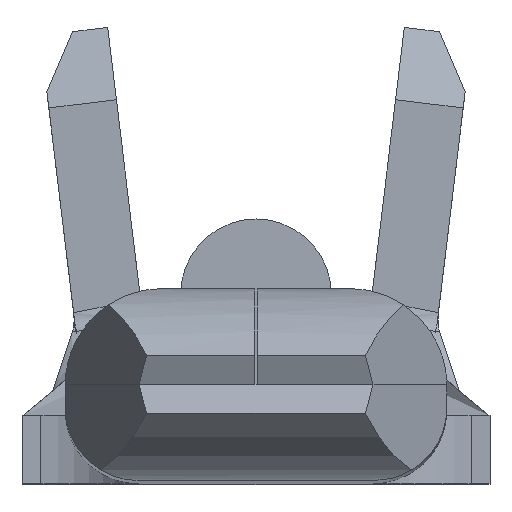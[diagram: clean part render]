
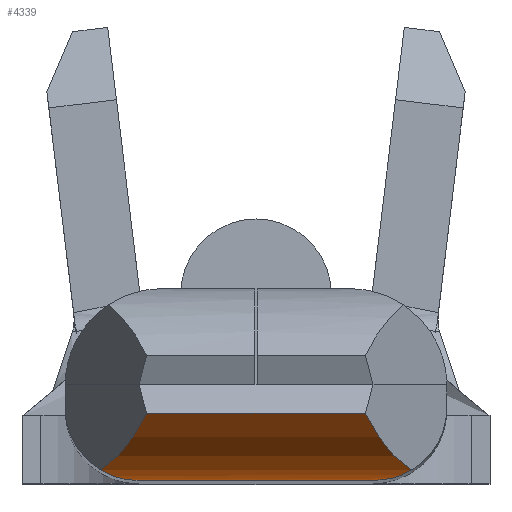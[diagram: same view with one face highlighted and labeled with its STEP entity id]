
A CAD part, top view. The second image highlights one B-rep face of the part: STEP entity #4339.
In plain terms, the highlighted cylindrical face has radius 2.012 mm (diameter 4.024 mm), a partial arc.
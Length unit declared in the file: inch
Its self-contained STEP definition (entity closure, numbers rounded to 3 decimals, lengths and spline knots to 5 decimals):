
#68 = CARTESIAN_POINT ( 'NONE',  ( 0.05116, -0.075, 1.09733 ) ) ;
#132 = CARTESIAN_POINT ( 'NONE',  ( -0.06405, -0.07065, 1.11888 ) ) ;
#321 = EDGE_CURVE ( 'NONE', #3811, #1258, #495, .T. ) ;
#456 = CARTESIAN_POINT ( 'NONE',  ( 0.0485, -0.075, 1.093 ) ) ;
#495 = B_SPLINE_CURVE_WITH_KNOTS ( 'NONE', 3,
 ( #636, #2882, #3627, #1420 ),
 .UNSPECIFIED., .F., .F.,
 ( 4, 4 ),
 ( 0.00113, 0.00191 ),
 .UNSPECIFIED. ) ;
#592 = CARTESIAN_POINT ( 'NONE',  ( 0.045, -0.0475, 1.153 ) ) ;
#597 = ORIENTED_EDGE ( 'NONE', *, *, #2179, .T. ) ;
#598 = VERTEX_POINT ( 'NONE', #592 ) ;
#636 = CARTESIAN_POINT ( 'NONE',  ( -0.06405, -0.07065, 1.11888 ) ) ;
#836 = FACE_OUTER_BOUND ( 'NONE', #4042, .T. ) ;
#846 = CARTESIAN_POINT ( 'NONE',  ( 0.05387, -0.07464, 1.10173 ) ) ;
#1014 = CARTESIAN_POINT ( 'NONE',  ( 0.06405, -0.07065, 1.11888 ) ) ;
#1215 = VECTOR ( 'NONE', #1739, 39.37008 ) ;
#1245 = CARTESIAN_POINT ( 'NONE',  ( 0.06162, -0.07213, 1.11461 ) ) ;
#1258 = VERTEX_POINT ( 'NONE', #3557 ) ;
#1275 =( BOUNDED_CURVE ( )  B_SPLINE_CURVE ( 3, ( #132, #4255, #3528, #1304 ),
 .UNSPECIFIED., .F., .F. ) 
 B_SPLINE_CURVE_WITH_KNOTS ( ( 4, 4 ),
 ( 5.0452, 5.57191 ),
 .UNSPECIFIED. ) 
 CURVE ( )  GEOMETRIC_REPRESENTATION_ITEM ( )  RATIONAL_B_SPLINE_CURVE ( ( 1., 0.977, 0.977, 1. ) ) 
 REPRESENTATION_ITEM ( '' )  );
#1304 = CARTESIAN_POINT ( 'NONE',  ( -0.045, -0.0475, 1.153 ) ) ;
#1420 = CARTESIAN_POINT ( 'NONE',  ( -0.0485, -0.075, 1.093 ) ) ;
#1652 = AXIS2_PLACEMENT_3D ( 'NONE', #4738, #3617, #2534 ) ;
#1739 = DIRECTION ( 'NONE',  ( 1., 0., 0. ) ) ;
#1782 =( BOUNDED_CURVE ( )  B_SPLINE_CURVE ( 3, ( #1880, #4468, #2252, #4843 ),
 .UNSPECIFIED., .F., .T. ) 
 B_SPLINE_CURVE_WITH_KNOTS ( ( 4, 4 ),
 ( 3.85286, 4.37958 ),
 .UNSPECIFIED. ) 
 CURVE ( )  GEOMETRIC_REPRESENTATION_ITEM ( )  RATIONAL_B_SPLINE_CURVE ( ( 1., 0.977, 0.977, 1. ) ) 
 REPRESENTATION_ITEM ( '' )  );
#1861 = VERTEX_POINT ( 'NONE', #4333 ) ;
#1880 = CARTESIAN_POINT ( 'NONE',  ( 0.045, -0.0475, 1.153 ) ) ;
#2019 = ORIENTED_EDGE ( 'NONE', *, *, #4762, .T. ) ;
#2179 = EDGE_CURVE ( 'NONE', #1258, #1861, #4623, .T. ) ;
#2216 = CARTESIAN_POINT ( 'NONE',  ( -0.06405, -0.07065, 1.11888 ) ) ;
#2252 = CARTESIAN_POINT ( 'NONE',  ( 0.05663, -0.06606, 1.13217 ) ) ;
#2285 = CARTESIAN_POINT ( 'NONE',  ( -0.25, -0.075, 1.093 ) ) ;
#2347 = CARTESIAN_POINT ( 'NONE',  ( -0.045, -0.0475, 1.153 ) ) ;
#2534 = DIRECTION ( 'NONE',  ( 0., 0., -1. ) ) ;
#2557 = VECTOR ( 'NONE', #2658, 39.37008 ) ;
#2658 = DIRECTION ( 'NONE',  ( 1., 0., 0. ) ) ;
#2882 = CARTESIAN_POINT ( 'NONE',  ( -0.05919, -0.0736, 1.11035 ) ) ;
#3003 = ORIENTED_EDGE ( 'NONE', *, *, #4265, .F. ) ;
#3216 = VERTEX_POINT ( 'NONE', #2347 ) ;
#3415 = LINE ( 'NONE', #4671, #1215 ) ;
#3460 = CARTESIAN_POINT ( 'NONE',  ( 0.05908, -0.0732, 1.11034 ) ) ;
#3528 = CARTESIAN_POINT ( 'NONE',  ( -0.05013, -0.05816, 1.14382 ) ) ;
#3557 = CARTESIAN_POINT ( 'NONE',  ( -0.0485, -0.075, 1.093 ) ) ;
#3617 = DIRECTION ( 'NONE',  ( 1., 0., 0. ) ) ;
#3627 = CARTESIAN_POINT ( 'NONE',  ( -0.05388, -0.075, 1.10174 ) ) ;
#3689 = VERTEX_POINT ( 'NONE', #1014 ) ;
#3702 = CYLINDRICAL_SURFACE ( 'NONE', #1652, 0.0792 ) ;
#3811 = VERTEX_POINT ( 'NONE', #2216 ) ;
#3839 = CARTESIAN_POINT ( 'NONE',  ( 0.06405, -0.07065, 1.11888 ) ) ;
#4014 = B_SPLINE_CURVE_WITH_KNOTS ( 'NONE', 3,
 ( #456, #68, #846, #3460, #1245, #3839 ),
 .UNSPECIFIED., .F., .F.,
 ( 4, 2, 4 ),
 ( -0.00001, 0.00038, 0.00077 ),
 .UNSPECIFIED. ) ;
#4015 = ORIENTED_EDGE ( 'NONE', *, *, #4422, .F. ) ;
#4042 = EDGE_LOOP ( 'NONE', ( #4856, #3003, #4015, #4866, #597, #2019 ) ) ;
#4255 = CARTESIAN_POINT ( 'NONE',  ( -0.05663, -0.06606, 1.13217 ) ) ;
#4265 = EDGE_CURVE ( 'NONE', #3216, #598, #3415, .T. ) ;
#4333 = CARTESIAN_POINT ( 'NONE',  ( 0.0485, -0.075, 1.093 ) ) ;
#4339 = ADVANCED_FACE ( 'NONE', ( #836 ), #3702, .T. ) ;
#4422 = EDGE_CURVE ( 'NONE', #3811, #3216, #1275, .T. ) ;
#4468 = CARTESIAN_POINT ( 'NONE',  ( 0.05013, -0.05816, 1.14382 ) ) ;
#4623 = LINE ( 'NONE', #2285, #2557 ) ;
#4632 = EDGE_CURVE ( 'NONE', #598, #3689, #1782, .T. ) ;
#4671 = CARTESIAN_POINT ( 'NONE',  ( -0.25, -0.0475, 1.153 ) ) ;
#4738 = CARTESIAN_POINT ( 'NONE',  ( -0.25, 0.0042, 1.093 ) ) ;
#4762 = EDGE_CURVE ( 'NONE', #1861, #3689, #4014, .T. ) ;
#4843 = CARTESIAN_POINT ( 'NONE',  ( 0.06405, -0.07065, 1.11888 ) ) ;
#4856 = ORIENTED_EDGE ( 'NONE', *, *, #4632, .F. ) ;
#4866 = ORIENTED_EDGE ( 'NONE', *, *, #321, .T. ) ;
